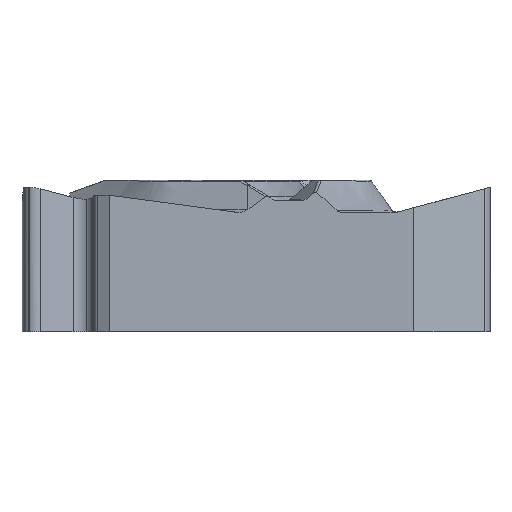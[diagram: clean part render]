
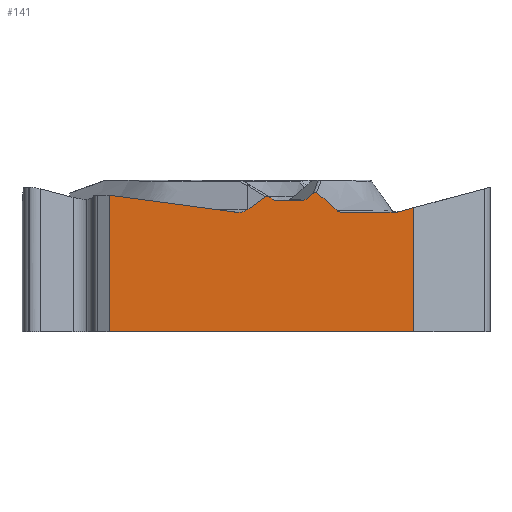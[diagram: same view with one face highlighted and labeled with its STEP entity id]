
A CAD part, left-side view. The second image highlights one B-rep face of the part: STEP entity #141.
In plain terms, the highlighted planar face has unit normal (-1, 0, 0).
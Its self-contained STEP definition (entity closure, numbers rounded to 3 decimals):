
#141=ADVANCED_FACE('',(#319),#278,.F.);
#278=PLANE('',#2313);
#319=FACE_OUTER_BOUND('',#451,.T.);
#451=EDGE_LOOP('',(#711,#712,#713,#714,#715,#716,#717,#718,#719,#720,#721,
#722,#723,#724,#725,#726,#727,#728,#729,#730));
#593=ELLIPSE('',#2309,0.309,0.3);
#594=ELLIPSE('',#2310,0.309,0.3);
#595=ELLIPSE('',#2311,0.149,0.1);
#596=ELLIPSE('',#2312,1.,0.5);
#626=CIRCLE('',#2308,0.5);
#711=ORIENTED_EDGE('',*,*,#1590,.T.);
#712=ORIENTED_EDGE('',*,*,#1591,.T.);
#713=ORIENTED_EDGE('',*,*,#1592,.T.);
#714=ORIENTED_EDGE('',*,*,#1593,.T.);
#715=ORIENTED_EDGE('',*,*,#1594,.T.);
#716=ORIENTED_EDGE('',*,*,#1595,.T.);
#717=ORIENTED_EDGE('',*,*,#1596,.F.);
#718=ORIENTED_EDGE('',*,*,#1597,.F.);
#719=ORIENTED_EDGE('',*,*,#1598,.T.);
#720=ORIENTED_EDGE('',*,*,#1599,.T.);
#721=ORIENTED_EDGE('',*,*,#1600,.T.);
#722=ORIENTED_EDGE('',*,*,#1601,.T.);
#723=ORIENTED_EDGE('',*,*,#1602,.T.);
#724=ORIENTED_EDGE('',*,*,#1603,.F.);
#725=ORIENTED_EDGE('',*,*,#1604,.T.);
#726=ORIENTED_EDGE('',*,*,#1605,.F.);
#727=ORIENTED_EDGE('',*,*,#1606,.T.);
#728=ORIENTED_EDGE('',*,*,#1607,.T.);
#729=ORIENTED_EDGE('',*,*,#1608,.T.);
#730=ORIENTED_EDGE('',*,*,#1609,.T.);
#1385=VERTEX_POINT('',#3478);
#1386=VERTEX_POINT('',#3479);
#1387=VERTEX_POINT('',#3481);
#1388=VERTEX_POINT('',#3483);
#1389=VERTEX_POINT('',#3485);
#1390=VERTEX_POINT('',#3487);
#1391=VERTEX_POINT('',#3498);
#1392=VERTEX_POINT('',#3506);
#1393=VERTEX_POINT('',#3520);
#1394=VERTEX_POINT('',#3522);
#1395=VERTEX_POINT('',#3524);
#1396=VERTEX_POINT('',#3526);
#1397=VERTEX_POINT('',#3528);
#1398=VERTEX_POINT('',#3530);
#1399=VERTEX_POINT('',#3532);
#1400=VERTEX_POINT('',#3534);
#1401=VERTEX_POINT('',#3539);
#1402=VERTEX_POINT('',#3550);
#1403=VERTEX_POINT('',#3552);
#1404=VERTEX_POINT('',#3554);
#1590=EDGE_CURVE('',#1385,#1386,#1927,.T.);
#1591=EDGE_CURVE('',#1386,#1387,#1928,.T.);
#1592=EDGE_CURVE('',#1387,#1388,#1929,.T.);
#1593=EDGE_CURVE('',#1388,#1389,#626,.T.);
#1594=EDGE_CURVE('',#1389,#1390,#1930,.T.);
#1595=EDGE_CURVE('',#1390,#1391,#2199,.T.);
#1596=EDGE_CURVE('',#1392,#1391,#2200,.T.);
#1597=EDGE_CURVE('',#1393,#1392,#2201,.T.);
#1598=EDGE_CURVE('',#1393,#1394,#1931,.T.);
#1599=EDGE_CURVE('',#1394,#1395,#593,.T.);
#1600=EDGE_CURVE('',#1395,#1396,#1932,.T.);
#1601=EDGE_CURVE('',#1396,#1397,#594,.T.);
#1602=EDGE_CURVE('',#1397,#1398,#1933,.T.);
#1603=EDGE_CURVE('',#1399,#1398,#595,.T.);
#1604=EDGE_CURVE('',#1399,#1400,#1934,.T.);
#1605=EDGE_CURVE('',#1401,#1400,#2202,.T.);
#1606=EDGE_CURVE('',#1401,#1402,#2203,.T.);
#1607=EDGE_CURVE('',#1402,#1403,#596,.T.);
#1608=EDGE_CURVE('',#1403,#1404,#1935,.T.);
#1609=EDGE_CURVE('',#1404,#1385,#1936,.T.);
#1927=LINE('',#3477,#2059);
#1928=LINE('',#3480,#2060);
#1929=LINE('',#3482,#2061);
#1930=LINE('',#3486,#2062);
#1931=LINE('',#3521,#2063);
#1932=LINE('',#3525,#2064);
#1933=LINE('',#3529,#2065);
#1934=LINE('',#3533,#2066);
#1935=LINE('',#3553,#2067);
#1936=LINE('',#3555,#2068);
#2059=VECTOR('',#2530,1.);
#2060=VECTOR('',#2531,1.);
#2061=VECTOR('',#2532,1.);
#2062=VECTOR('',#2535,1.);
#2063=VECTOR('',#2536,1.);
#2064=VECTOR('',#2539,1.);
#2065=VECTOR('',#2542,1.);
#2066=VECTOR('',#2545,1.);
#2067=VECTOR('',#2548,1.);
#2068=VECTOR('',#2549,1.);
#2199=B_SPLINE_CURVE_WITH_KNOTS('',3,(#3488,#3489,#3490,#3491,#3492,#3493,
#3494,#3495,#3496,#3497),.UNSPECIFIED.,.F.,.F.,(4,3,3,4),(0.,0.468,
0.914,1.),.UNSPECIFIED.);
#2200=B_SPLINE_CURVE_WITH_KNOTS('',3,(#3499,#3500,#3501,#3502,#3503,#3504,
#3505),.UNSPECIFIED.,.F.,.F.,(4,3,4),(0.,0.411,1.),
 .UNSPECIFIED.);
#2201=B_SPLINE_CURVE_WITH_KNOTS('',3,(#3507,#3508,#3509,#3510,#3511,#3512,
#3513,#3514,#3515,#3516,#3517,#3518,#3519),.UNSPECIFIED.,.F.,.F.,(4,3,3,
3,4),(0.,0.265,0.53,0.788,1.),
 .UNSPECIFIED.);
#2202=B_SPLINE_CURVE_WITH_KNOTS('',3,(#3535,#3536,#3537,#3538),
 .UNSPECIFIED.,.F.,.F.,(4,4),(0.,1.),.UNSPECIFIED.);
#2203=B_SPLINE_CURVE_WITH_KNOTS('',3,(#3540,#3541,#3542,#3543,#3544,#3545,
#3546,#3547,#3548,#3549),.UNSPECIFIED.,.F.,.F.,(4,3,3,4),(0.,0.331,
0.914,1.),.UNSPECIFIED.);
#2308=AXIS2_PLACEMENT_3D('',#3484,#2533,#2534);
#2309=AXIS2_PLACEMENT_3D('',#3523,#2537,#2538);
#2310=AXIS2_PLACEMENT_3D('',#3527,#2540,#2541);
#2311=AXIS2_PLACEMENT_3D('',#3531,#2543,#2544);
#2312=AXIS2_PLACEMENT_3D('',#3551,#2546,#2547);
#2313=AXIS2_PLACEMENT_3D('',#3556,#2550,#2551);
#2530=DIRECTION('',(0.,-1.,0.));
#2531=DIRECTION('',(0.,0.,1.));
#2532=DIRECTION('',(0.,0.966,-0.259));
#2533=DIRECTION('',(1.,0.,0.));
#2534=DIRECTION('',(0.,1.,0.));
#2535=DIRECTION('',(0.,1.,0.));
#2536=DIRECTION('',(0.,0.775,-0.631));
#2537=DIRECTION('',(1.,0.,0.));
#2538=DIRECTION('',(0.,1.,0.));
#2539=DIRECTION('',(0.,1.,0.));
#2540=DIRECTION('',(1.,0.,0.));
#2541=DIRECTION('',(0.,1.,0.));
#2542=DIRECTION('',(0.,0.775,0.631));
#2543=DIRECTION('',(1.,0.,0.));
#2544=DIRECTION('',(0.,-0.858,-0.514));
#2545=DIRECTION('',(0.,0.814,-0.581));
#2546=DIRECTION('',(1.,0.,0.));
#2547=DIRECTION('',(0.,1.,0.));
#2548=DIRECTION('',(0.,0.991,0.133));
#2549=DIRECTION('',(0.,0.,-1.));
#2550=DIRECTION('',(1.,0.,0.));
#2551=DIRECTION('',(0.,1.,0.));
#3477=CARTESIAN_POINT('',(-6.35,5.476,-5.56));
#3478=CARTESIAN_POINT('',(-6.35,5.336,-5.56));
#3479=CARTESIAN_POINT('',(-6.35,-6.371,-5.56));
#3480=CARTESIAN_POINT('',(-6.35,-6.371,25.));
#3481=CARTESIAN_POINT('',(-6.35,-6.371,-0.785));
#3482=CARTESIAN_POINT('',(-6.35,-6.873,-0.65));
#3483=CARTESIAN_POINT('',(-6.35,-5.781,-0.943));
#3484=CARTESIAN_POINT('',(-6.35,-5.651,-0.46));
#3485=CARTESIAN_POINT('',(-6.35,-5.651,-0.96));
#3486=CARTESIAN_POINT('',(-6.35,0.,-0.96));
#3487=CARTESIAN_POINT('',(-6.35,-3.587,-0.96));
#3488=CARTESIAN_POINT('',(-6.35,-3.587,-0.96));
#3489=CARTESIAN_POINT('',(-6.35,-3.56,-0.96));
#3490=CARTESIAN_POINT('',(-6.35,-3.531,-0.955));
#3491=CARTESIAN_POINT('',(-6.35,-3.505,-0.945));
#3492=CARTESIAN_POINT('',(-6.35,-3.48,-0.936));
#3493=CARTESIAN_POINT('',(-6.35,-3.457,-0.922));
#3494=CARTESIAN_POINT('',(-6.35,-3.436,-0.905));
#3495=CARTESIAN_POINT('',(-6.35,-3.433,-0.902));
#3496=CARTESIAN_POINT('',(-6.35,-3.429,-0.898));
#3497=CARTESIAN_POINT('',(-6.35,-3.425,-0.894));
#3498=CARTESIAN_POINT('',(-6.35,-3.425,-0.894));
#3499=CARTESIAN_POINT('',(-6.35,-2.636,-0.216));
#3500=CARTESIAN_POINT('',(-6.35,-2.751,-0.3));
#3501=CARTESIAN_POINT('',(-6.35,-2.863,-0.388));
#3502=CARTESIAN_POINT('',(-6.35,-2.972,-0.48));
#3503=CARTESIAN_POINT('',(-6.35,-3.129,-0.611));
#3504=CARTESIAN_POINT('',(-6.35,-3.28,-0.75));
#3505=CARTESIAN_POINT('',(-6.35,-3.425,-0.894));
#3506=CARTESIAN_POINT('',(-6.35,-2.636,-0.216));
#3507=CARTESIAN_POINT('',(-6.35,-2.515,-0.22));
#3508=CARTESIAN_POINT('',(-6.35,-2.524,-0.213));
#3509=CARTESIAN_POINT('',(-6.35,-2.534,-0.207));
#3510=CARTESIAN_POINT('',(-6.35,-2.545,-0.203));
#3511=CARTESIAN_POINT('',(-6.35,-2.556,-0.199));
#3512=CARTESIAN_POINT('',(-6.35,-2.567,-0.197));
#3513=CARTESIAN_POINT('',(-6.35,-2.579,-0.197));
#3514=CARTESIAN_POINT('',(-6.35,-2.59,-0.197));
#3515=CARTESIAN_POINT('',(-6.35,-2.601,-0.199));
#3516=CARTESIAN_POINT('',(-6.35,-2.611,-0.203));
#3517=CARTESIAN_POINT('',(-6.35,-2.62,-0.206));
#3518=CARTESIAN_POINT('',(-6.35,-2.628,-0.21));
#3519=CARTESIAN_POINT('',(-6.35,-2.636,-0.216));
#3520=CARTESIAN_POINT('',(-6.35,-2.515,-0.22));
#3521=CARTESIAN_POINT('',(-6.35,-13.351,8.602));
#3522=CARTESIAN_POINT('',(-6.35,-2.233,-0.45));
#3523=CARTESIAN_POINT('',(-6.35,-2.034,-0.22));
#3524=CARTESIAN_POINT('',(-6.35,-2.034,-0.52));
#3525=CARTESIAN_POINT('',(-6.35,0.,-0.52));
#3526=CARTESIAN_POINT('',(-6.35,-1.132,-0.52));
#3527=CARTESIAN_POINT('',(-6.35,-1.132,-0.22));
#3528=CARTESIAN_POINT('',(-6.35,-0.934,-0.45));
#3529=CARTESIAN_POINT('',(-6.35,12.088,10.152));
#3530=CARTESIAN_POINT('',(-6.35,-0.863,-0.392));
#3531=CARTESIAN_POINT('',(-6.35,-0.786,-0.46));
#3532=CARTESIAN_POINT('',(-6.35,-0.678,-0.363));
#3533=CARTESIAN_POINT('',(-6.35,-12.224,7.882));
#3534=CARTESIAN_POINT('',(-6.35,0.,-0.847));
#3535=CARTESIAN_POINT('',(-6.35,0.033,-0.871));
#3536=CARTESIAN_POINT('',(-6.35,0.022,-0.863));
#3537=CARTESIAN_POINT('',(-6.35,0.011,-0.855));
#3538=CARTESIAN_POINT('',(-6.35,0.,-0.847));
#3539=CARTESIAN_POINT('',(-6.35,0.033,-0.871));
#3540=CARTESIAN_POINT('',(-6.35,0.033,-0.871));
#3541=CARTESIAN_POINT('',(-6.35,0.069,-0.896));
#3542=CARTESIAN_POINT('',(-6.35,0.11,-0.914));
#3543=CARTESIAN_POINT('',(-6.35,0.151,-0.927));
#3544=CARTESIAN_POINT('',(-6.35,0.225,-0.95));
#3545=CARTESIAN_POINT('',(-6.35,0.303,-0.959));
#3546=CARTESIAN_POINT('',(-6.35,0.38,-0.958));
#3547=CARTESIAN_POINT('',(-6.35,0.391,-0.958));
#3548=CARTESIAN_POINT('',(-6.35,0.402,-0.958));
#3549=CARTESIAN_POINT('',(-6.35,0.414,-0.957));
#3550=CARTESIAN_POINT('',(-6.35,0.414,-0.957));
#3551=CARTESIAN_POINT('',(-6.35,0.304,-0.46));
#3552=CARTESIAN_POINT('',(-6.35,0.563,-0.943));
#3553=CARTESIAN_POINT('',(-6.35,8.803,0.161));
#3554=CARTESIAN_POINT('',(-6.35,5.336,-0.304));
#3555=CARTESIAN_POINT('',(-6.35,5.336,25.));
#3556=CARTESIAN_POINT('',(-6.35,5.476,25.));
